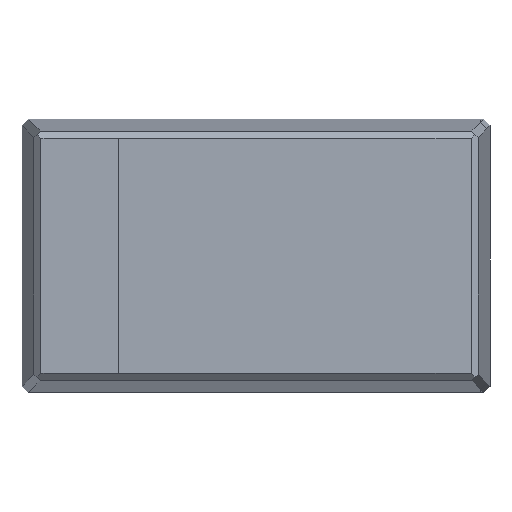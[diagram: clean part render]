
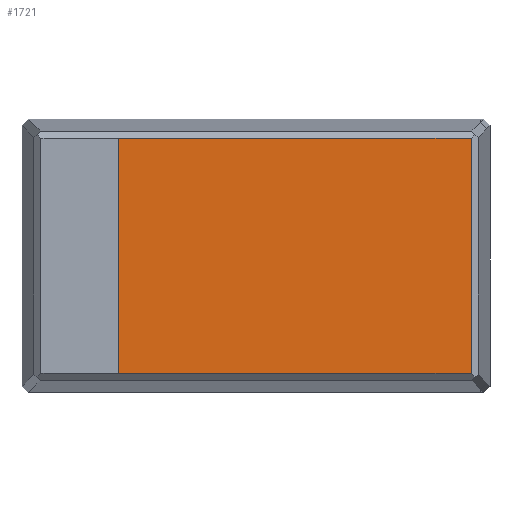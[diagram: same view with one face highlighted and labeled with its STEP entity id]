
A CAD part, top view. The second image highlights one B-rep face of the part: STEP entity #1721.
In plain terms, the highlighted planar face has unit normal (0, 0, 1).
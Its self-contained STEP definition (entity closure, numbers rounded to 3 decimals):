
#1496 = VERTEX_POINT('',#1497);
#1497 = CARTESIAN_POINT('',(3.4,-1.86,2.82));
#1527 = VERTEX_POINT('',#1528);
#1528 = CARTESIAN_POINT('',(-2.17,-1.86,2.82));
#1534 = EDGE_CURVE('',#1496,#1527,#1535,.T.);
#1535 = LINE('',#1536,#1537);
#1536 = CARTESIAN_POINT('',(3.5,-1.86,2.82));
#1537 = VECTOR('',#1538,1.);
#1538 = DIRECTION('',(-1.,0.,0.));
#1643 = VERTEX_POINT('',#1644);
#1644 = CARTESIAN_POINT('',(3.4,1.86,2.82));
#1667 = VERTEX_POINT('',#1668);
#1668 = CARTESIAN_POINT('',(-2.17,1.86,2.82));
#1674 = EDGE_CURVE('',#1643,#1667,#1675,.T.);
#1675 = LINE('',#1676,#1677);
#1676 = CARTESIAN_POINT('',(3.5,1.86,2.82));
#1677 = VECTOR('',#1678,1.);
#1678 = DIRECTION('',(-1.,0.,0.));
#1711 = EDGE_CURVE('',#1496,#1643,#1712,.T.);
#1712 = LINE('',#1713,#1714);
#1713 = CARTESIAN_POINT('',(3.4,-1.96,2.82));
#1714 = VECTOR('',#1715,1.);
#1715 = DIRECTION('',(0.,1.,0.));
#1721 = ADVANCED_FACE('',(#1722),#1733,.T.);
#1722 = FACE_BOUND('',#1723,.T.);
#1723 = EDGE_LOOP('',(#1724,#1725,#1726,#1727));
#1724 = ORIENTED_EDGE('',*,*,#1534,.F.);
#1725 = ORIENTED_EDGE('',*,*,#1711,.T.);
#1726 = ORIENTED_EDGE('',*,*,#1674,.T.);
#1727 = ORIENTED_EDGE('',*,*,#1728,.T.);
#1728 = EDGE_CURVE('',#1667,#1527,#1729,.T.);
#1729 = LINE('',#1730,#1731);
#1730 = CARTESIAN_POINT('',(-2.17,1.86,2.82));
#1731 = VECTOR('',#1732,1.);
#1732 = DIRECTION('',(0.,-1.,0.));
#1733 = PLANE('',#1734);
#1734 = AXIS2_PLACEMENT_3D('',#1735,#1736,#1737);
#1735 = CARTESIAN_POINT('',(-3.7,2.16,2.82));
#1736 = DIRECTION('',(0.,0.,1.));
#1737 = DIRECTION('',(1.,0.,0.));
